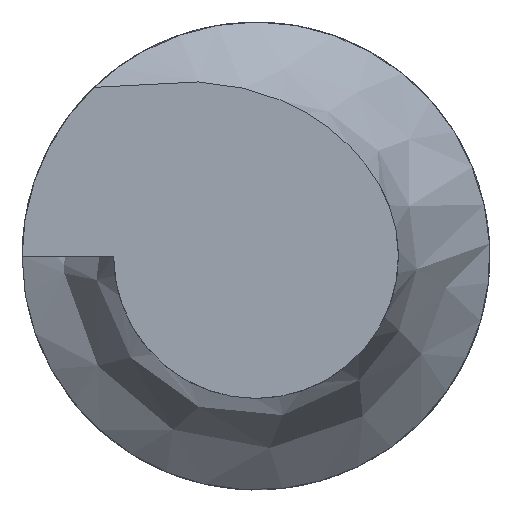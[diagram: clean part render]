
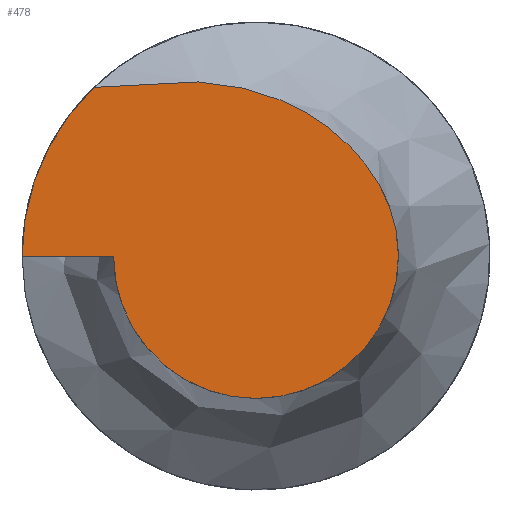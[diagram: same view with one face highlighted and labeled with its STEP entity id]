
A CAD part, front view. The second image highlights one B-rep face of the part: STEP entity #478.
In plain terms, the highlighted planar face has unit normal (0, -1, 0).
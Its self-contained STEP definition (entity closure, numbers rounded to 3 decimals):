
#18=PLANE('',#522);
#53=FACE_OUTER_BOUND('',#80,.T.);
#80=EDGE_LOOP('',(#431,#432,#433,#434));
#85=CIRCLE('',#497,6.16);
#92=CIRCLE('',#515,3.75);
#139=B_SPLINE_CURVE_WITH_KNOTS('',3,(#2176,#2177,#2178,#2179,#2180,#2181,
#2182,#2183,#2184,#2185),.UNSPECIFIED.,.F.,.F.,(4,2,2,2,4),(0.,0.316,
0.489,0.587,0.686),.UNSPECIFIED.);
#156=LINE('',#2319,#172);
#172=VECTOR('',#594,10.);
#177=VERTEX_POINT('',#656);
#178=VERTEX_POINT('',#658);
#216=VERTEX_POINT('',#1774);
#217=VERTEX_POINT('',#1785);
#226=EDGE_CURVE('',#177,#178,#85,.T.);
#280=EDGE_CURVE('',#217,#216,#92,.T.);
#289=EDGE_CURVE('',#178,#216,#139,.T.);
#292=EDGE_CURVE('',#217,#177,#156,.T.);
#431=ORIENTED_EDGE('',*,*,#280,.T.);
#432=ORIENTED_EDGE('',*,*,#289,.F.);
#433=ORIENTED_EDGE('',*,*,#226,.F.);
#434=ORIENTED_EDGE('',*,*,#292,.F.);
#478=ADVANCED_FACE('',(#53),#18,.T.);
#497=AXIS2_PLACEMENT_3D('',#659,#534,#535);
#515=AXIS2_PLACEMENT_3D('',#1786,#581,#582);
#522=AXIS2_PLACEMENT_3D('',#2321,#597,#598);
#534=DIRECTION('center_axis',(0.,1.,0.));
#535=DIRECTION('ref_axis',(1.,0.,0.));
#581=DIRECTION('center_axis',(0.,-1.,0.));
#582=DIRECTION('ref_axis',(1.,0.,0.));
#594=DIRECTION('',(-1.,0.,0.));
#597=DIRECTION('center_axis',(0.,-1.,0.));
#598=DIRECTION('ref_axis',(1.,0.,0.));
#656=CARTESIAN_POINT('',(-6.16,-75.,0.));
#658=CARTESIAN_POINT('',(-4.266,-75.,4.443));
#659=CARTESIAN_POINT('Origin',(0.,-75.,0.));
#1774=CARTESIAN_POINT('',(3.242,-75.,1.884));
#1785=CARTESIAN_POINT('',(-3.75,-75.,0.));
#1786=CARTESIAN_POINT('Origin',(0.,-75.,0.));
#2176=CARTESIAN_POINT('Ctrl Pts',(-4.266,-75.,4.443));
#2177=CARTESIAN_POINT('Ctrl Pts',(-3.215,-75.,4.533));
#2178=CARTESIAN_POINT('Ctrl Pts',(-1.807,-75.,4.765));
#2179=CARTESIAN_POINT('Ctrl Pts',(0.525,-75.,4.219));
#2180=CARTESIAN_POINT('Ctrl Pts',(1.193,-75.,3.896));
#2181=CARTESIAN_POINT('Ctrl Pts',(2.037,-75.,3.306));
#2182=CARTESIAN_POINT('Ctrl Pts',(2.321,-75.,3.06));
#2183=CARTESIAN_POINT('Ctrl Pts',(2.83,-75.,2.51));
#2184=CARTESIAN_POINT('Ctrl Pts',(3.054,-75.,2.208));
#2185=CARTESIAN_POINT('Ctrl Pts',(3.242,-75.,1.884));
#2319=CARTESIAN_POINT('',(-2.225,-75.,0.));
#2321=CARTESIAN_POINT('Origin',(0.,-75.,0.));
